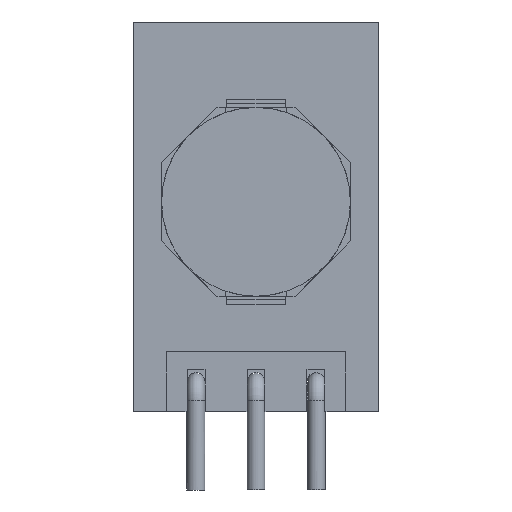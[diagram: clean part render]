
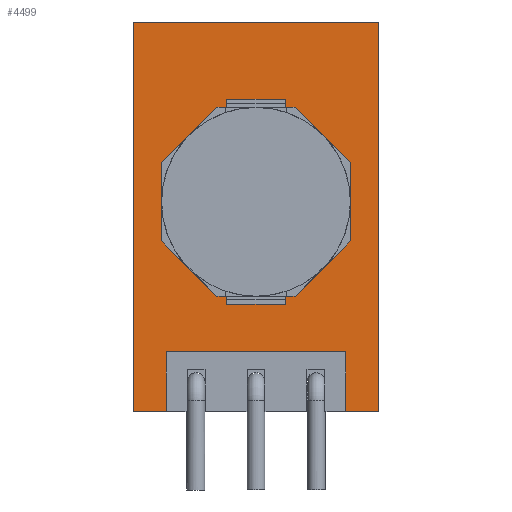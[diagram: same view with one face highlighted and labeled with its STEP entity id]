
A CAD part, front view. The second image highlights one B-rep face of the part: STEP entity #4499.
In plain terms, the highlighted planar face has unit normal (0, -1, 0).
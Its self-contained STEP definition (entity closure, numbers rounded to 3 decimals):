
#63=VECTOR('',#64,1.);
#64=DIRECTION('',(-1.,0.,0.));
#81=DIRECTION('',(1.,0.,0.));
#157=VECTOR('',#81,1.);
#255=DIRECTION('',(0.,1.,0.));
#411=DIRECTION('',(0.,0.,-1.));
#1240=VECTOR('',#411,1.);
#1627=DIRECTION('',(0.,0.,1.));
#1862=VECTOR('',#1627,1.);
#2374=VERTEX_POINT('',#2375);
#2375=CARTESIAN_POINT('',(7.747,1.271,16.52));
#2377=ORIENTED_EDGE('',*,*,#2378,.T.);
#2378=EDGE_CURVE('',#2374,#2379,#2381,.T.);
#2379=VERTEX_POINT('',#2380);
#2380=CARTESIAN_POINT('',(7.747,1.271,0.01));
#2381=LINE('',#2375,#1240);
#2394=VERTEX_POINT('',#2395);
#2395=CARTESIAN_POINT('',(-2.667,1.271,16.52));
#2397=ORIENTED_EDGE('',*,*,#2398,.T.);
#2398=EDGE_CURVE('',#2394,#2374,#2399,.T.);
#2399=LINE('',#2395,#157);
#2409=VERTEX_POINT('',#2410);
#2410=CARTESIAN_POINT('',(-2.667,1.271,0.01));
#2412=ORIENTED_EDGE('',*,*,#2413,.T.);
#2413=EDGE_CURVE('',#2409,#2394,#2414,.T.);
#2414=LINE('',#2415,#1862);
#2415=CARTESIAN_POINT('',(-2.667,1.271,    0.01));
#3550=VERTEX_POINT('',#3551);
#3551=CARTESIAN_POINT('',(0.5,1.271,1.28));
#3554=EDGE_CURVE('',#3550,#3550,#3555,.T.);
#3555=CIRCLE('',#3556,0.5);
#3556=AXIS2_PLACEMENT_3D('',#3557,#255,#81);
#3557=CARTESIAN_POINT('',(0.,1.271,1.28));
#3565=VERTEX_POINT('',#3566);
#3566=CARTESIAN_POINT('',(3.04,1.271,1.28));
#3569=EDGE_CURVE('',#3565,#3565,#3570,.T.);
#3570=CIRCLE('',#3571,0.5);
#3571=AXIS2_PLACEMENT_3D('',#3572,#255,#81);
#3572=CARTESIAN_POINT('',(2.54,1.271,1.28));
#3580=VERTEX_POINT('',#3581);
#3581=CARTESIAN_POINT('',(5.58,1.271,1.28));
#3584=EDGE_CURVE('',#3580,#3580,#3585,.T.);
#3585=CIRCLE('',#3586,0.5);
#3586=AXIS2_PLACEMENT_3D('',#3587,#255,#81);
#3587=CARTESIAN_POINT('',(5.08,1.271,1.28));
#4499=ADVANCED_FACE('',(#4500,#4506,#4509,#4512),#4515,.F.);
#4500=FACE_BOUND('',#4501,.F.);
#4501=EDGE_LOOP('',(#2377,#4502,#2412,#2397));
#4502=ORIENTED_EDGE('',*,*,#4503,.T.);
#4503=EDGE_CURVE('',#2379,#2409,#4504,.T.);
#4504=LINE('',#4505,#63);
#4505=CARTESIAN_POINT('',(2.54,1.271,0.01));
#4506=FACE_BOUND('',#4507,.F.);
#4507=EDGE_LOOP('',(#4508));
#4508=ORIENTED_EDGE('',*,*,#3584,.F.);
#4509=FACE_BOUND('',#4510,.F.);
#4510=EDGE_LOOP('',(#4511));
#4511=ORIENTED_EDGE('',*,*,#3554,.F.);
#4512=FACE_BOUND('',#4513,.F.);
#4513=EDGE_LOOP('',(#4514));
#4514=ORIENTED_EDGE('',*,*,#3569,.F.);
#4515=PLANE('',#4516);
#4516=AXIS2_PLACEMENT_3D('',#4517,#255,#81);
#4517=CARTESIAN_POINT('',(2.54,1.271,8.265));
